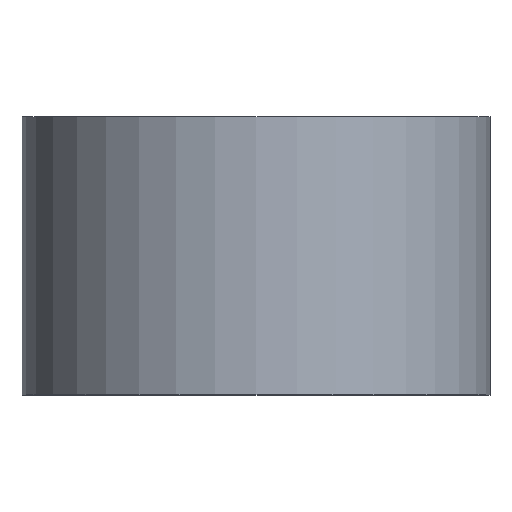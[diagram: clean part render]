
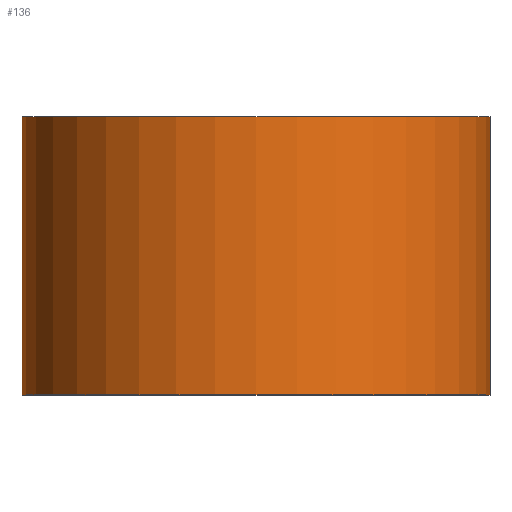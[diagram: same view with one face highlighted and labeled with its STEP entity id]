
A CAD part, top view. The second image highlights one B-rep face of the part: STEP entity #136.
In plain terms, the highlighted cylindrical face has radius 53 mm (diameter 106 mm), a full revolution.
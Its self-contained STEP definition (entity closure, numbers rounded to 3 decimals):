
#26=CYLINDRICAL_SURFACE('',#172,53.);
#42=FACE_OUTER_BOUND('',#54,.T.);
#54=EDGE_LOOP('',(#118,#119,#120,#121));
#61=LINE('',#259,#66);
#66=VECTOR('',#216,53.);
#74=CIRCLE('',#171,53.);
#75=CIRCLE('',#173,53.);
#83=VERTEX_POINT('',#254);
#84=VERTEX_POINT('',#257);
#95=EDGE_CURVE('',#83,#83,#74,.T.);
#96=EDGE_CURVE('',#84,#84,#75,.T.);
#97=EDGE_CURVE('',#84,#83,#61,.T.);
#118=ORIENTED_EDGE('',*,*,#96,.F.);
#119=ORIENTED_EDGE('',*,*,#97,.T.);
#120=ORIENTED_EDGE('',*,*,#95,.T.);
#121=ORIENTED_EDGE('',*,*,#97,.F.);
#136=ADVANCED_FACE('',(#42),#26,.T.);
#171=AXIS2_PLACEMENT_3D('',#255,#210,#211);
#172=AXIS2_PLACEMENT_3D('',#256,#212,#213);
#173=AXIS2_PLACEMENT_3D('',#258,#214,#215);
#210=DIRECTION('center_axis',(0.,1.,0.));
#211=DIRECTION('ref_axis',(1.,0.,0.));
#212=DIRECTION('center_axis',(0.,1.,0.));
#213=DIRECTION('ref_axis',(0.,0.,1.));
#214=DIRECTION('center_axis',(0.,1.,0.));
#215=DIRECTION('ref_axis',(1.,0.,0.));
#216=DIRECTION('',(0.,-1.,0.));
#254=CARTESIAN_POINT('',(0.,-63.,-53.));
#255=CARTESIAN_POINT('Origin',(0.,-63.,0.));
#256=CARTESIAN_POINT('Origin',(0.,-31.5,0.));
#257=CARTESIAN_POINT('',(0.,0.,-53.));
#258=CARTESIAN_POINT('Origin',(0.,0.,0.));
#259=CARTESIAN_POINT('',(0.,-31.5,-53.));
